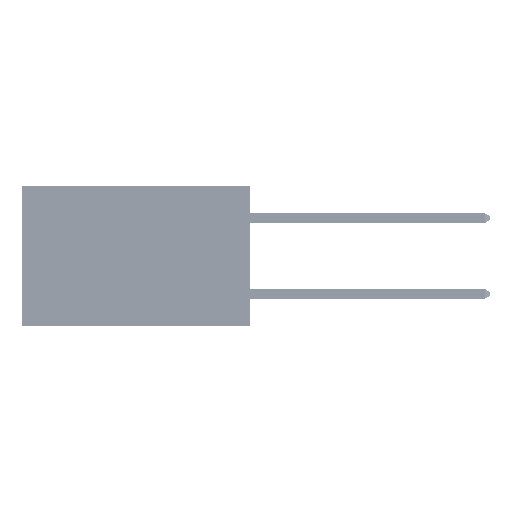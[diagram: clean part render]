
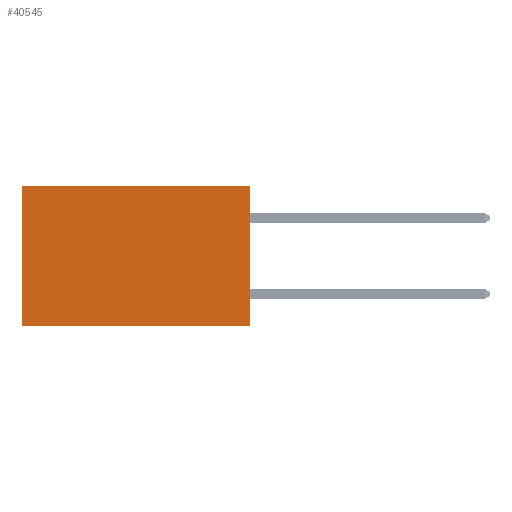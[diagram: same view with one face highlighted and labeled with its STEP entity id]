
A CAD part, left-side view. The second image highlights one B-rep face of the part: STEP entity #40545.
In plain terms, the highlighted planar face has unit normal (-1, 0, 0).
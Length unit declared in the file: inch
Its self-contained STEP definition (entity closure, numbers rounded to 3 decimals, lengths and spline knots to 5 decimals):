
#1042 = DIRECTION ( 'NONE',  ( 0., 0., -1. ) ) ;
#2518 = EDGE_LOOP ( 'NONE', ( #28268, #2715, #29494, #28794 ) ) ;
#2715 = ORIENTED_EDGE ( 'NONE', *, *, #41671, .F. ) ;
#2868 = DIRECTION ( 'NONE',  ( 0., 1., 0. ) ) ;
#3364 = DIRECTION ( 'NONE',  ( 1., 0., 0. ) ) ;
#5627 = CARTESIAN_POINT ( 'NONE',  ( 0.2875, 0.6, 0. ) ) ;
#6939 = VECTOR ( 'NONE', #1042, 39.37008 ) ;
#7156 = VECTOR ( 'NONE', #2868, 39.37008 ) ;
#8899 = CARTESIAN_POINT ( 'NONE',  ( 0.2875, 0., 0. ) ) ;
#15406 = PLANE ( 'NONE',  #47476 ) ;
#17632 = CARTESIAN_POINT ( 'NONE',  ( 0.2875, 0., 0. ) ) ;
#22098 = VERTEX_POINT ( 'NONE', #49866 ) ;
#24438 = EDGE_CURVE ( 'NONE', #42149, #22098, #47856, .T. ) ;
#26570 = LINE ( 'NONE', #43141, #43993 ) ;
#26718 = CARTESIAN_POINT ( 'NONE',  ( 0.2875, 0., -0.37 ) ) ;
#27349 = CARTESIAN_POINT ( 'NONE',  ( 0.2875, 0.6, 0. ) ) ;
#27812 = DIRECTION ( 'NONE',  ( 0., 1., 0. ) ) ;
#28268 = ORIENTED_EDGE ( 'NONE', *, *, #24438, .T. ) ;
#28794 = ORIENTED_EDGE ( 'NONE', *, *, #39952, .T. ) ;
#29494 = ORIENTED_EDGE ( 'NONE', *, *, #50358, .F. ) ;
#36624 = VECTOR ( 'NONE', #43702, 39.37008 ) ;
#39952 = EDGE_CURVE ( 'NONE', #49999, #42149, #26570, .T. ) ;
#40545 = ADVANCED_FACE ( 'NONE', ( #48295 ), #15406, .F. ) ;
#41671 = EDGE_CURVE ( 'NONE', #44260, #22098, #43910, .T. ) ;
#42149 = VERTEX_POINT ( 'NONE', #5627 ) ;
#42589 = CARTESIAN_POINT ( 'NONE',  ( 0.2875, 0., 0. ) ) ;
#43063 = LINE ( 'NONE', #8899, #6939 ) ;
#43141 = CARTESIAN_POINT ( 'NONE',  ( 0.2875, 0., 0. ) ) ;
#43243 = DIRECTION ( 'NONE',  ( 0., 0., -1. ) ) ;
#43702 = DIRECTION ( 'NONE',  ( 0., 0., -1. ) ) ;
#43910 = LINE ( 'NONE', #26718, #7156 ) ;
#43993 = VECTOR ( 'NONE', #27812, 39.37008 ) ;
#44260 = VERTEX_POINT ( 'NONE', #49071 ) ;
#47476 = AXIS2_PLACEMENT_3D ( 'NONE', #42589, #3364, #43243 ) ;
#47856 = LINE ( 'NONE', #27349, #36624 ) ;
#48295 = FACE_OUTER_BOUND ( 'NONE', #2518, .T. ) ;
#49071 = CARTESIAN_POINT ( 'NONE',  ( 0.2875, 0., -0.37 ) ) ;
#49866 = CARTESIAN_POINT ( 'NONE',  ( 0.2875, 0.6, -0.37 ) ) ;
#49999 = VERTEX_POINT ( 'NONE', #17632 ) ;
#50358 = EDGE_CURVE ( 'NONE', #49999, #44260, #43063, .T. ) ;
